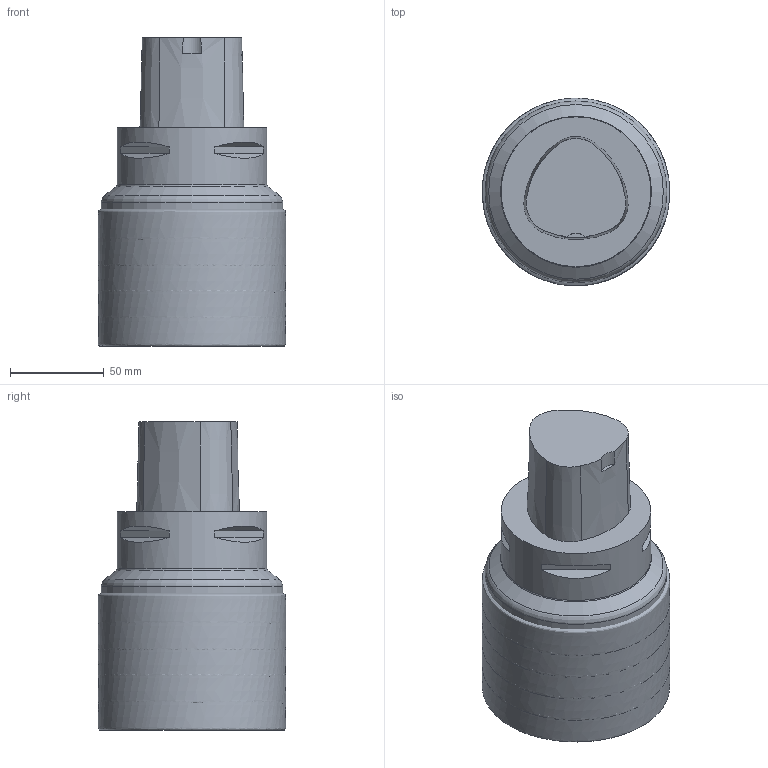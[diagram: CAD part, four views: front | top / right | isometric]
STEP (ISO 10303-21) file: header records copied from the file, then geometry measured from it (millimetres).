
FILE_DESCRIPTION(/* description */ (''),/* implementation_level */ '2;1');
FILE_NAME(/* name */ '1588738569532.stp',/* time_stamp */ '2020-05-06T09:46:29+05:00',/* author */ (''),/* organization */ ('SMS'),/* preprocessor_version */ 'ST-DEVELOPER v16.7',/* originating_system */ 'SIEMENS PLM Software NX 12.0',/* authorisation */ '');
FILE_SCHEMA (('AUTOMOTIVE_DESIGN { 1 0 10303 214 3 1 1 1 }'));
Products named in the file (4): ASSEMBLY_CONSTRUCTION; 202613864mod000_01; 202973116mod000_00; 202973115mod000_00
Assembly tree (7 placements, depth 2):
  202973115mod000_00
    202973116mod000_00
    202613864mod000_01  x5
    ASSEMBLY_CONSTRUCTION
Bounding box: 100.06 x 100.06 x 164.7 mm (x, y, z)
Volume: 1127012.6 mm3; surface area: 130802.2 mm2
Topology: 6 solids, 6 shells, 50 faces, 114 edges, 107 vertices
Faces by surface type: cone 20, plane 17, torus 5, bspline 5, cylinder 3
Full cylindrical faces by diameter (mm): 80 x1, 97.093 x1
Entity records: 43585 total; most frequent: CARTESIAN_POINT 42192, DIRECTION 274, ORIENTED_EDGE 142, AXIS2_PLACEMENT_3D 126, EDGE_LOOP 72, EDGE_CURVE 71, VERTEX_POINT 60, STYLED_ITEM 60
